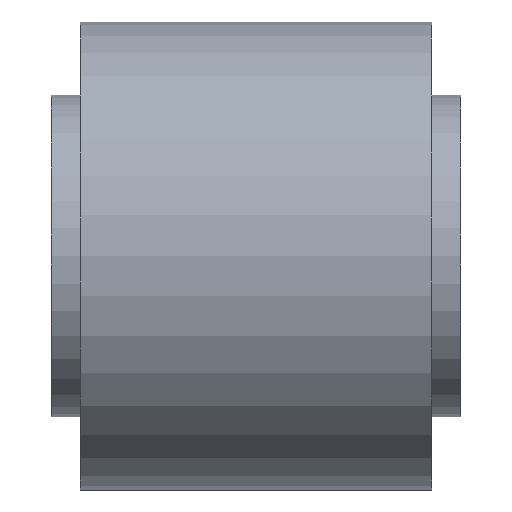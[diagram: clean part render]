
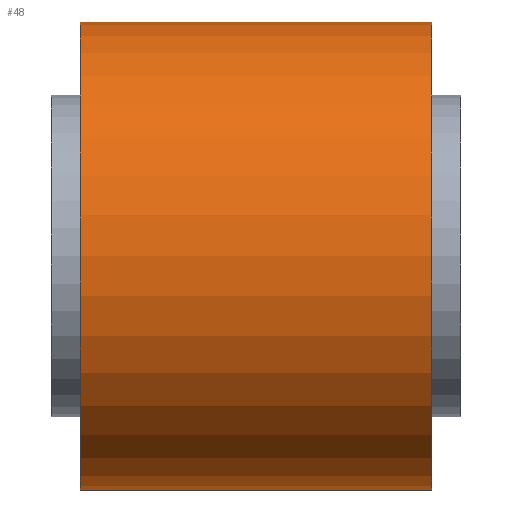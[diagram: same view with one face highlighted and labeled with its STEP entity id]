
A CAD part, top view. The second image highlights one B-rep face of the part: STEP entity #48.
In plain terms, the highlighted cylindrical face has radius 80 mm (diameter 160 mm), a full revolution.
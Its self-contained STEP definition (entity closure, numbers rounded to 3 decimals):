
#48 = ADVANCED_FACE( '', ( #105, #106 ), #107, .T. );
#105 = FACE_OUTER_BOUND( '', #176, .T. );
#106 = FACE_OUTER_BOUND( '', #177, .T. );
#107 = CYLINDRICAL_SURFACE( '', #178, 80. );
#176 = EDGE_LOOP( '', ( #249 ) );
#177 = EDGE_LOOP( '', ( #250 ) );
#178 = AXIS2_PLACEMENT_3D( '', #251, #252, #253 );
#249 = ORIENTED_EDGE( '', *, *, #333, .T. );
#250 = ORIENTED_EDGE( '', *, *, #334, .F. );
#251 = CARTESIAN_POINT( '', ( 70., 0., 0. ) );
#252 = DIRECTION( '', ( -1., 0., 0. ) );
#253 = DIRECTION( '', ( 0., 0., -1. ) );
#333 = EDGE_CURVE( '', #373, #373, #374, .T. );
#334 = EDGE_CURVE( '', #375, #375, #376, .T. );
#373 = VERTEX_POINT( '', #421 );
#374 = CIRCLE( '', #422, 80. );
#375 = VERTEX_POINT( '', #423 );
#376 = CIRCLE( '', #424, 80. );
#421 = CARTESIAN_POINT( '', ( -60., 0., -80. ) );
#422 = AXIS2_PLACEMENT_3D( '', #472, #473, #474 );
#423 = CARTESIAN_POINT( '', ( 60., 0., -80. ) );
#424 = AXIS2_PLACEMENT_3D( '', #475, #476, #477 );
#472 = CARTESIAN_POINT( '', ( -60., 0., 0. ) );
#473 = DIRECTION( '', ( 1., 0., 0. ) );
#474 = DIRECTION( '', ( 0., 0., -1. ) );
#475 = CARTESIAN_POINT( '', ( 60., 0., 0. ) );
#476 = DIRECTION( '', ( 1., 0., 0. ) );
#477 = DIRECTION( '', ( 0., 0., -1. ) );
